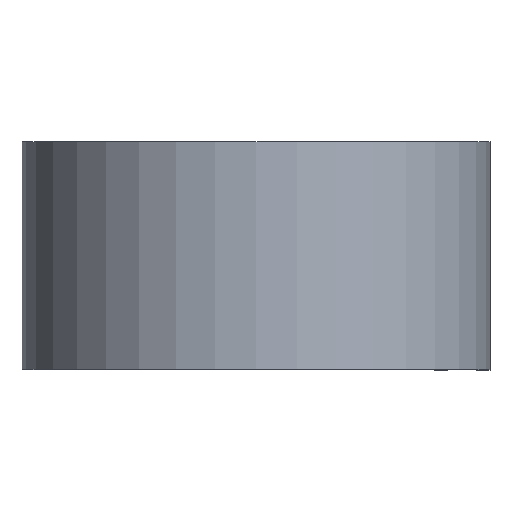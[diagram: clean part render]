
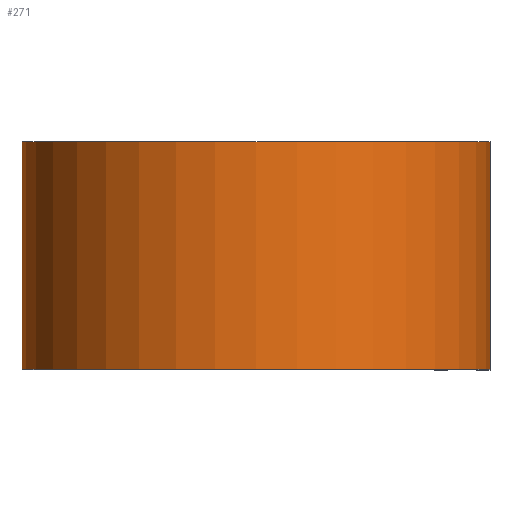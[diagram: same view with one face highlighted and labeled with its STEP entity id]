
A CAD part, top view. The second image highlights one B-rep face of the part: STEP entity #271.
In plain terms, the highlighted cylindrical face has radius 26.124 mm (diameter 52.248 mm), a partial arc.
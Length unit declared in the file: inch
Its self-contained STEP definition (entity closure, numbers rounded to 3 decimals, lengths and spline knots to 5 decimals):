
#3 = ORIENTED_EDGE ( 'NONE', *, *, #575, .F. ) ;
#4 = VERTEX_POINT ( 'NONE', #123 ) ;
#26 = LINE ( 'NONE', #199, #108 ) ;
#63 = CARTESIAN_POINT ( 'NONE',  ( 1.0285, -0.5, 0. ) ) ;
#69 = VERTEX_POINT ( 'NONE', #350 ) ;
#108 = VECTOR ( 'NONE', #195, 39.37008 ) ;
#122 = CIRCLE ( 'NONE', #232, 1.0285 ) ;
#123 = CARTESIAN_POINT ( 'NONE',  ( 0., -0.5, -1.0285 ) ) ;
#141 = EDGE_CURVE ( 'NONE', #4, #214, #380, .T. ) ;
#168 = DIRECTION ( 'NONE',  ( 0., -1., 0. ) ) ;
#171 = EDGE_CURVE ( 'NONE', #69, #214, #357, .T. ) ;
#186 = DIRECTION ( 'NONE',  ( 0., 0., -1. ) ) ;
#187 = DIRECTION ( 'NONE',  ( 0., -1., 0. ) ) ;
#194 = DIRECTION ( 'NONE',  ( 0., 1., 0. ) ) ;
#195 = DIRECTION ( 'NONE',  ( 0., -1., 0. ) ) ;
#199 = CARTESIAN_POINT ( 'NONE',  ( 0., 0.5, -1.0285 ) ) ;
#214 = VERTEX_POINT ( 'NONE', #63 ) ;
#232 = AXIS2_PLACEMENT_3D ( 'NONE', #554, #261, #607 ) ;
#251 = AXIS2_PLACEMENT_3D ( 'NONE', #468, #194, #414 ) ;
#261 = DIRECTION ( 'NONE',  ( 0., 1., 0. ) ) ;
#264 = CARTESIAN_POINT ( 'NONE',  ( 0., 0.5, -1.0285 ) ) ;
#271 = ADVANCED_FACE ( 'NONE', ( #301 ), #281, .T. ) ;
#281 = CYLINDRICAL_SURFACE ( 'NONE', #528, 1.0285 ) ;
#301 = FACE_OUTER_BOUND ( 'NONE', #365, .T. ) ;
#350 = CARTESIAN_POINT ( 'NONE',  ( 1.0285, 0.5, 0. ) ) ;
#355 = VECTOR ( 'NONE', #168, 39.37008 ) ;
#357 = LINE ( 'NONE', #494, #355 ) ;
#364 = ORIENTED_EDGE ( 'NONE', *, *, #171, .F. ) ;
#365 = EDGE_LOOP ( 'NONE', ( #488, #364, #3, #524 ) ) ;
#380 = CIRCLE ( 'NONE', #251, 1.0285 ) ;
#410 = CARTESIAN_POINT ( 'NONE',  ( 0., 0.5, 0. ) ) ;
#414 = DIRECTION ( 'NONE',  ( 1., 0., 0. ) ) ;
#468 = CARTESIAN_POINT ( 'NONE',  ( 0., -0.5, 0. ) ) ;
#488 = ORIENTED_EDGE ( 'NONE', *, *, #141, .T. ) ;
#494 = CARTESIAN_POINT ( 'NONE',  ( 1.0285, 0.5, 0. ) ) ;
#500 = EDGE_CURVE ( 'NONE', #623, #4, #26, .T. ) ;
#524 = ORIENTED_EDGE ( 'NONE', *, *, #500, .T. ) ;
#528 = AXIS2_PLACEMENT_3D ( 'NONE', #410, #187, #186 ) ;
#554 = CARTESIAN_POINT ( 'NONE',  ( 0., 0.5, 0. ) ) ;
#575 = EDGE_CURVE ( 'NONE', #623, #69, #122, .T. ) ;
#607 = DIRECTION ( 'NONE',  ( 1., 0., 0. ) ) ;
#623 = VERTEX_POINT ( 'NONE', #264 ) ;
